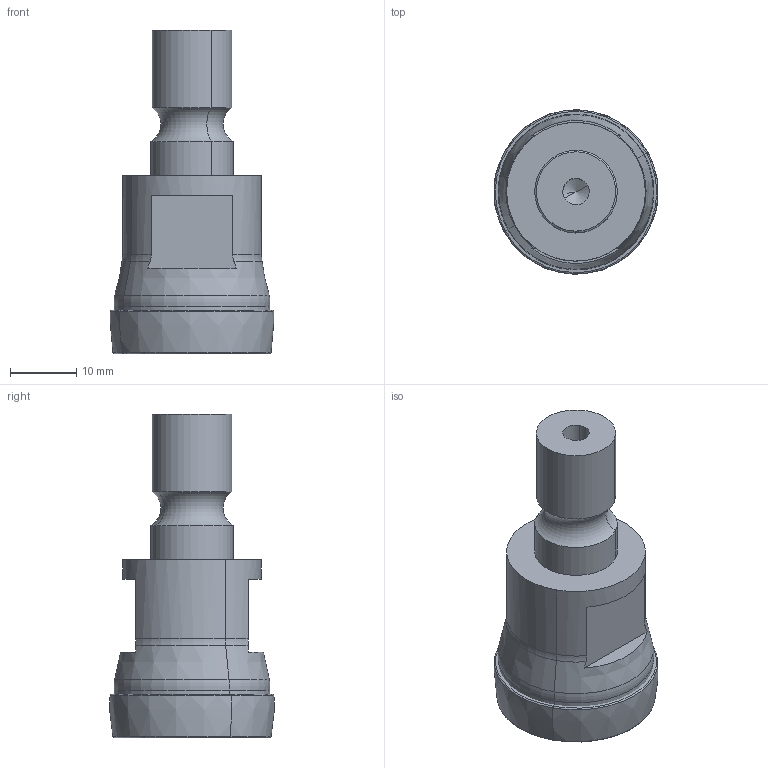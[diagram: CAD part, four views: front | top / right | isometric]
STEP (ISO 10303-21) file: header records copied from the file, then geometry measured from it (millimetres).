
FILE_DESCRIPTION(('CATIA V5 STEP','CAx-IF Rec.Pracs.--- Model Styling and Organization---1.2---2011-12-15'),'2;1');
FILE_NAME('TBR90-725-M12-06 [STPL].stp','2022-11-02T01:05:03+00:00',('none'),('none'),'CATIA Version 5 Release 21 SP 5 (IN-10)','CATIA V5 STEP AP214','none');
FILE_SCHEMA(('AUTOMOTIVE_DESIGN { 1 0 10303 214 1 1 1 1 }'));
Length unit declared in the file: millimetre
Products named in the file (1): TBR90 725-M12-06
Bounding box: 24.8 x 24.94 x 48.95 mm (x, y, z)
Volume: 13113.9 mm3; surface area: 5236.7 mm2
Topology: 2 solids, 2 shells, 54 faces, 124 edges, 74 vertices
Faces by surface type: torus 14, cone 12, plane 10, revolution 10, cylinder 8
Entity records: 2205 total; most frequent: CARTESIAN_POINT 1109, ORIENTED_EDGE 228, DIRECTION 158, EDGE_CURVE 114, AXIS2_PLACEMENT_3D 91, VERTEX_POINT 65, CIRCLE 62, EDGE_LOOP 57
